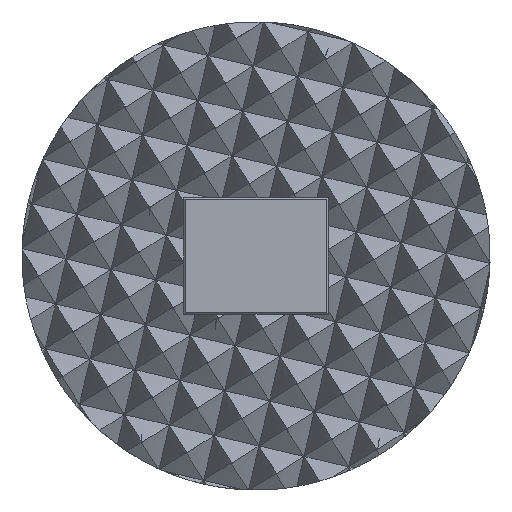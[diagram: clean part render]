
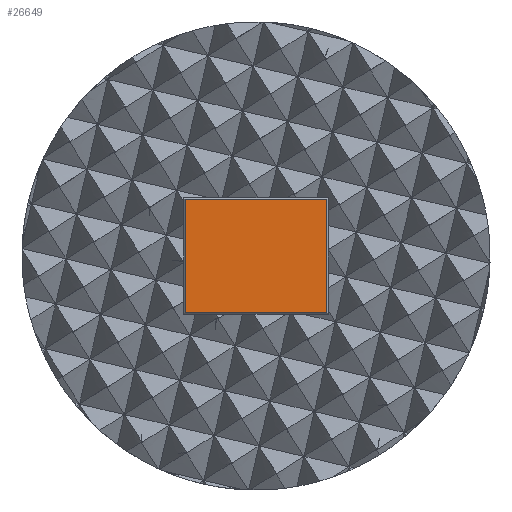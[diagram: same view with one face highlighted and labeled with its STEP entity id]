
A CAD part, front view. The second image highlights one B-rep face of the part: STEP entity #26649.
In plain terms, the highlighted planar face has unit normal (0, -1, 0).
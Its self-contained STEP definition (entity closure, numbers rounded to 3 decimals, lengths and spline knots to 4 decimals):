
#5042 = LINE ( 'NONE', #49952, #10014 ) ;
#8600 = EDGE_LOOP ( 'NONE', ( #26180, #50373, #41535, #27427 ) ) ;
#10014 = VECTOR ( 'NONE', #28191, 39.3701 ) ;
#13547 = LINE ( 'NONE', #52925, #16070 ) ;
#15403 = EDGE_CURVE ( 'NONE', #38150, #56485, #46820, .T. ) ;
#16070 = VECTOR ( 'NONE', #48140, 39.3701 ) ;
#16282 = CARTESIAN_POINT ( 'NONE',  ( -1.514, -14.2925, 1.212 ) ) ;
#18748 = DIRECTION ( 'NONE',  ( 0., -1., 0. ) ) ;
#21517 = LINE ( 'NONE', #61632, #55519 ) ;
#23569 = DIRECTION ( 'NONE',  ( 1., 0., 0. ) ) ;
#26180 = ORIENTED_EDGE ( 'NONE', *, *, #57237, .T. ) ;
#26649 = ADVANCED_FACE ( 'NONE', ( #69196 ), #57793, .T. ) ;
#27427 = ORIENTED_EDGE ( 'NONE', *, *, #36581, .T. ) ;
#28191 = DIRECTION ( 'NONE',  ( -1., 0., 0. ) ) ;
#32836 = VERTEX_POINT ( 'NONE', #44294 ) ;
#33079 = CARTESIAN_POINT ( 'NONE',  ( 1.514, -14.2925, -1.212 ) ) ;
#36581 = EDGE_CURVE ( 'NONE', #67036, #32836, #21517, .T. ) ;
#38150 = VERTEX_POINT ( 'NONE', #33079 ) ;
#40922 = CARTESIAN_POINT ( 'NONE',  ( 1.514, -14.2925, 0. ) ) ;
#41535 = ORIENTED_EDGE ( 'NONE', *, *, #71545, .T. ) ;
#41649 = DIRECTION ( 'NONE',  ( 0., 0., 1. ) ) ;
#42886 = CARTESIAN_POINT ( 'NONE',  ( 1.514, -14.2925, 1.212 ) ) ;
#44294 = CARTESIAN_POINT ( 'NONE',  ( -1.514, -14.2925, -1.212 ) ) ;
#45053 = DIRECTION ( 'NONE',  ( 0., 0., -1. ) ) ;
#46820 = LINE ( 'NONE', #40922, #60017 ) ;
#48140 = DIRECTION ( 'NONE',  ( 1., 0., 0. ) ) ;
#49952 = CARTESIAN_POINT ( 'NONE',  ( 0., -14.2925, 1.212 ) ) ;
#50373 = ORIENTED_EDGE ( 'NONE', *, *, #15403, .T. ) ;
#52925 = CARTESIAN_POINT ( 'NONE',  ( 0., -14.2925, -1.212 ) ) ;
#55519 = VECTOR ( 'NONE', #45053, 39.3701 ) ;
#56485 = VERTEX_POINT ( 'NONE', #42886 ) ;
#57237 = EDGE_CURVE ( 'NONE', #32836, #38150, #13547, .T. ) ;
#57793 = PLANE ( 'NONE',  #71012 ) ;
#60017 = VECTOR ( 'NONE', #41649, 39.3701 ) ;
#61632 = CARTESIAN_POINT ( 'NONE',  ( -1.514, -14.2925, 0. ) ) ;
#63670 = CARTESIAN_POINT ( 'NONE',  ( 0., -14.2925, 0. ) ) ;
#67036 = VERTEX_POINT ( 'NONE', #16282 ) ;
#69196 = FACE_OUTER_BOUND ( 'NONE', #8600, .T. ) ;
#71012 = AXIS2_PLACEMENT_3D ( 'NONE', #63670, #18748, #23569 ) ;
#71545 = EDGE_CURVE ( 'NONE', #56485, #67036, #5042, .T. ) ;
